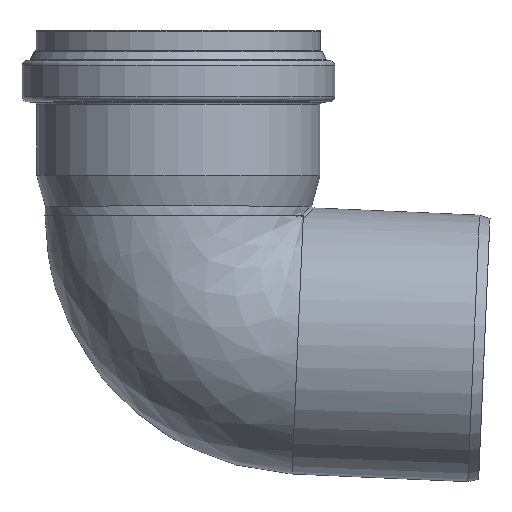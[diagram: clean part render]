
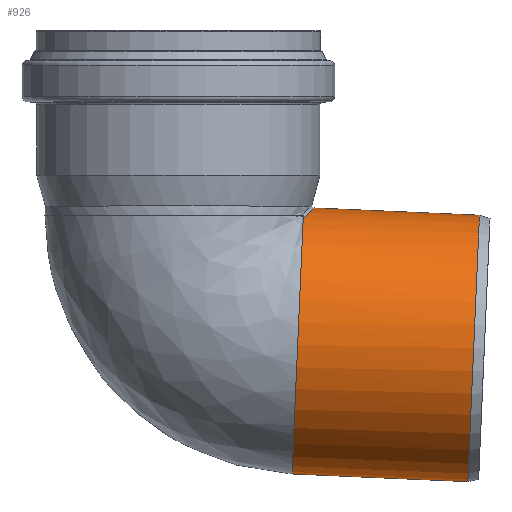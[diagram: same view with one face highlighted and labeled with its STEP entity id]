
A CAD part, top view. The second image highlights one B-rep face of the part: STEP entity #926.
In plain terms, the highlighted cylindrical face has radius 100.15 mm (diameter 200.3 mm), a full revolution.
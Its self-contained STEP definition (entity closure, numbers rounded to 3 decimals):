
#54=LINE('',#1613,#77);
#77=VECTOR('',#1172,100.15);
#100=CIRCLE('',#997,100.15);
#101=CIRCLE('',#998,100.15);
#102=CIRCLE('',#999,100.15);
#219=CYLINDRICAL_SURFACE('',#996,100.15);
#231=FACE_OUTER_BOUND('',#277,.T.);
#277=EDGE_LOOP('',(#620,#621,#622,#623,#624,#625,#626));
#328=ELLIPSE('',#993,139.973,100.15);
#329=ELLIPSE('',#994,139.973,100.15);
#345=VERTEX_POINT('',#1569);
#346=VERTEX_POINT('',#1576);
#347=VERTEX_POINT('',#1578);
#351=VERTEX_POINT('',#1612);
#352=VERTEX_POINT('',#1614);
#458=EDGE_CURVE('',#345,#346,#328,.T.);
#459=EDGE_CURVE('',#346,#347,#329,.T.);
#464=EDGE_CURVE('',#347,#345,#100,.T.);
#465=EDGE_CURVE('',#346,#351,#54,.T.);
#466=EDGE_CURVE('',#351,#352,#101,.T.);
#467=EDGE_CURVE('',#352,#351,#102,.T.);
#620=ORIENTED_EDGE('',*,*,#458,.F.);
#621=ORIENTED_EDGE('',*,*,#464,.F.);
#622=ORIENTED_EDGE('',*,*,#459,.F.);
#623=ORIENTED_EDGE('',*,*,#465,.T.);
#624=ORIENTED_EDGE('',*,*,#466,.T.);
#625=ORIENTED_EDGE('',*,*,#467,.T.);
#626=ORIENTED_EDGE('',*,*,#465,.F.);
#926=ADVANCED_FACE('',(#231),#219,.T.);
#993=AXIS2_PLACEMENT_3D('',#1577,#1162,#1163);
#994=AXIS2_PLACEMENT_3D('',#1579,#1164,#1165);
#996=AXIS2_PLACEMENT_3D('',#1610,#1168,#1169);
#997=AXIS2_PLACEMENT_3D('',#1611,#1170,#1171);
#998=AXIS2_PLACEMENT_3D('',#1615,#1173,#1174);
#999=AXIS2_PLACEMENT_3D('',#1616,#1175,#1176);
#1162=DIRECTION('center_axis',(-0.684,0.729,0.));
#1163=DIRECTION('ref_axis',(0.729,0.684,0.));
#1164=DIRECTION('center_axis',(-0.684,0.729,0.));
#1165=DIRECTION('ref_axis',(0.729,0.684,0.));
#1168=DIRECTION('center_axis',(-0.999,0.044,0.));
#1169=DIRECTION('ref_axis',(-0.044,-0.999,0.));
#1170=DIRECTION('center_axis',(-0.999,0.044,0.));
#1171=DIRECTION('ref_axis',(0.044,0.999,0.));
#1172=DIRECTION('',(0.999,-0.044,0.));
#1173=DIRECTION('center_axis',(-0.999,0.044,0.));
#1174=DIRECTION('ref_axis',(0.044,0.999,0.));
#1175=DIRECTION('center_axis',(-0.999,0.044,0.));
#1176=DIRECTION('ref_axis',(0.044,0.999,0.));
#1569=CARTESIAN_POINT('',(93.77,159.006,39.544));
#1576=CARTESIAN_POINT('',(102.063,166.789,0.));
#1577=CARTESIAN_POINT('Origin',(0.,71.,0.));
#1578=CARTESIAN_POINT('',(93.77,159.006,-39.544));
#1579=CARTESIAN_POINT('Origin',(0.,71.,0.));
#1610=CARTESIAN_POINT('Origin',(155.773,64.199,0.));
#1611=CARTESIAN_POINT('Origin',(89.756,67.081,0.));
#1612=CARTESIAN_POINT('',(226.157,161.371,0.));
#1613=CARTESIAN_POINT('',(160.141,164.254,0.));
#1614=CARTESIAN_POINT('',(217.42,-38.738,0.));
#1615=CARTESIAN_POINT('Origin',(221.789,61.316,0.));
#1616=CARTESIAN_POINT('Origin',(221.789,61.316,0.));
